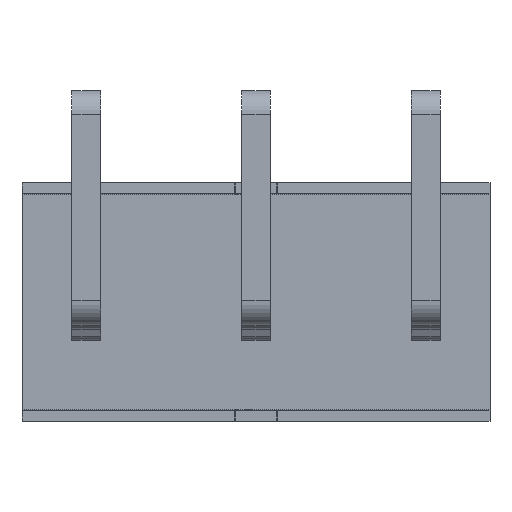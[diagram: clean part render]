
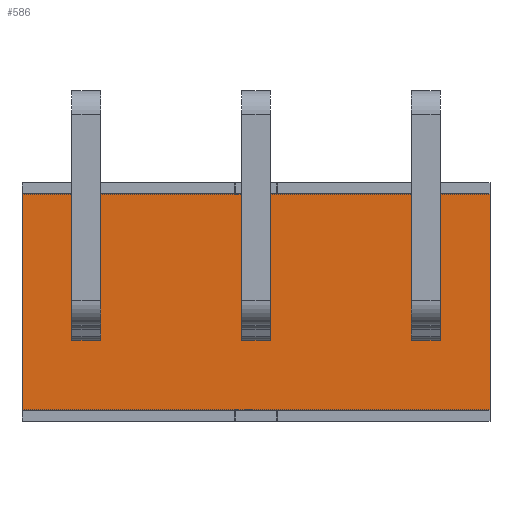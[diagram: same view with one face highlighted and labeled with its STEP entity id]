
A CAD part, front view. The second image highlights one B-rep face of the part: STEP entity #586.
In plain terms, the highlighted planar face has unit normal (0, -1, 0).
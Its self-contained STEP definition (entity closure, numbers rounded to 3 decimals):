
#586=ADVANCED_FACE('',(#1691,#1692,#1693,#1694),#1695,.F.);
#1691=FACE_OUTER_BOUND('',#2905,.T.);
#1692=FACE_BOUND('',#2906,.T.);
#1693=FACE_BOUND('',#2907,.T.);
#1694=FACE_BOUND('',#2908,.T.);
#1695=PLANE('',#2909);
#2905=EDGE_LOOP('',(#7355,#7356,#7357,#7358));
#2906=EDGE_LOOP('',(#7359,#7360,#7361,#7362));
#2907=EDGE_LOOP('',(#7363,#7364,#7365,#7366));
#2908=EDGE_LOOP('',(#7367,#7368,#7369,#7370));
#2909=AXIS2_PLACEMENT_3D('',#7371,#7372,#7373);
#7355=ORIENTED_EDGE('',*,*,#9601,.F.);
#7356=ORIENTED_EDGE('',*,*,#9602,.F.);
#7357=ORIENTED_EDGE('',*,*,#9603,.F.);
#7358=ORIENTED_EDGE('',*,*,#9604,.T.);
#7359=ORIENTED_EDGE('',*,*,#9605,.T.);
#7360=ORIENTED_EDGE('',*,*,#9606,.T.);
#7361=ORIENTED_EDGE('',*,*,#9607,.F.);
#7362=ORIENTED_EDGE('',*,*,#9608,.F.);
#7363=ORIENTED_EDGE('',*,*,#9609,.T.);
#7364=ORIENTED_EDGE('',*,*,#9610,.T.);
#7365=ORIENTED_EDGE('',*,*,#9611,.F.);
#7366=ORIENTED_EDGE('',*,*,#9612,.F.);
#7367=ORIENTED_EDGE('',*,*,#9600,.T.);
#7368=ORIENTED_EDGE('',*,*,#9598,.T.);
#7369=ORIENTED_EDGE('',*,*,#9613,.F.);
#7370=ORIENTED_EDGE('',*,*,#9570,.F.);
#7371=CARTESIAN_POINT('',(0.0,-6.3,0.0));
#7372=DIRECTION('',(0.0,1.0,0.0));
#7373=DIRECTION('',(1.0,0.0,-0.0));
#9570=EDGE_CURVE('',#12143,#12145,#12146,.T.);
#9598=EDGE_CURVE('',#12197,#12195,#12198,.T.);
#9600=EDGE_CURVE('',#12143,#12197,#12200,.T.);
#9601=EDGE_CURVE('',#12201,#12202,#12203,.T.);
#9602=EDGE_CURVE('',#12204,#12201,#12205,.T.);
#9603=EDGE_CURVE('',#12206,#12204,#12207,.T.);
#9604=EDGE_CURVE('',#12206,#12202,#12208,.T.);
#9605=EDGE_CURVE('',#12209,#12210,#12211,.T.);
#9606=EDGE_CURVE('',#12210,#12212,#12213,.T.);
#9607=EDGE_CURVE('',#12214,#12212,#12215,.T.);
#9608=EDGE_CURVE('',#12209,#12214,#12216,.T.);
#9609=EDGE_CURVE('',#12217,#12218,#12219,.T.);
#9610=EDGE_CURVE('',#12218,#12220,#12221,.T.);
#9611=EDGE_CURVE('',#12222,#12220,#12223,.T.);
#9612=EDGE_CURVE('',#12217,#12222,#12224,.T.);
#9613=EDGE_CURVE('',#12145,#12195,#12225,.T.);
#12143=VERTEX_POINT('',#16243);
#12145=VERTEX_POINT('',#16246);
#12146=LINE('',#16247,#16248);
#12195=VERTEX_POINT('',#16311);
#12197=VERTEX_POINT('',#16314);
#12198=LINE('',#16315,#16316);
#12200=LINE('',#16319,#16320);
#12201=VERTEX_POINT('',#16321);
#12202=VERTEX_POINT('',#16322);
#12203=LINE('',#16323,#16324);
#12204=VERTEX_POINT('',#16325);
#12205=LINE('',#16326,#16327);
#12206=VERTEX_POINT('',#16328);
#12207=LINE('',#16329,#16330);
#12208=LINE('',#16331,#16332);
#12209=VERTEX_POINT('',#16333);
#12210=VERTEX_POINT('',#16334);
#12211=LINE('',#16335,#16336);
#12212=VERTEX_POINT('',#16337);
#12213=LINE('',#16338,#16339);
#12214=VERTEX_POINT('',#16340);
#12215=LINE('',#16341,#16342);
#12216=LINE('',#16343,#16344);
#12217=VERTEX_POINT('',#16345);
#12218=VERTEX_POINT('',#16346);
#12219=LINE('',#16347,#16348);
#12220=VERTEX_POINT('',#16349);
#12221=LINE('',#16350,#16351);
#12222=VERTEX_POINT('',#16352);
#12223=LINE('',#16353,#16354);
#12224=LINE('',#16355,#16356);
#12225=LINE('',#16357,#16358);
#16243=CARTESIAN_POINT('',(-5.1,-6.3,1.05));
#16246=CARTESIAN_POINT('',(-5.1,-6.3,-1.05));
#16247=CARTESIAN_POINT('',(-5.1,-6.3,1.05));
#16248=VECTOR('',#18354,2.1);
#16311=CARTESIAN_POINT('',(-4.3,-6.3,-1.05));
#16314=CARTESIAN_POINT('',(-4.3,-6.3,1.05));
#16315=CARTESIAN_POINT('',(-4.3,-6.3,1.05));
#16316=VECTOR('',#18406,2.1);
#16319=CARTESIAN_POINT('',(-5.1,-6.3,1.05));
#16320=VECTOR('',#18408,0.8);
#16321=CARTESIAN_POINT('',(6.475,-6.3,2.98));
#16322=CARTESIAN_POINT('',(6.475,-6.3,-2.98));
#16323=CARTESIAN_POINT('',(6.475,-6.3,2.98));
#16324=VECTOR('',#18409,5.96);
#16325=CARTESIAN_POINT('',(-6.475,-6.3,2.98));
#16326=CARTESIAN_POINT('',(-6.475,-6.3,2.98));
#16327=VECTOR('',#18410,12.95);
#16328=CARTESIAN_POINT('',(-6.475,-6.3,-2.98));
#16329=CARTESIAN_POINT('',(-6.475,-6.3,-2.98));
#16330=VECTOR('',#18411,5.96);
#16331=CARTESIAN_POINT('',(-6.475,-6.3,-2.98));
#16332=VECTOR('',#18412,12.95);
#16333=CARTESIAN_POINT('',(-0.4,-6.3,1.05));
#16334=CARTESIAN_POINT('',(0.4,-6.3,1.05));
#16335=CARTESIAN_POINT('',(-0.4,-6.3,1.05));
#16336=VECTOR('',#18413,0.8);
#16337=CARTESIAN_POINT('',(0.4,-6.3,-1.05));
#16338=CARTESIAN_POINT('',(0.4,-6.3,1.05));
#16339=VECTOR('',#18414,2.1);
#16340=CARTESIAN_POINT('',(-0.4,-6.3,-1.05));
#16341=CARTESIAN_POINT('',(-0.4,-6.3,-1.05));
#16342=VECTOR('',#18415,0.8);
#16343=CARTESIAN_POINT('',(-0.4,-6.3,1.05));
#16344=VECTOR('',#18416,2.1);
#16345=CARTESIAN_POINT('',(4.3,-6.3,1.05));
#16346=CARTESIAN_POINT('',(5.1,-6.3,1.05));
#16347=CARTESIAN_POINT('',(4.3,-6.3,1.05));
#16348=VECTOR('',#18417,0.8);
#16349=CARTESIAN_POINT('',(5.1,-6.3,-1.05));
#16350=CARTESIAN_POINT('',(5.1,-6.3,1.05));
#16351=VECTOR('',#18418,2.1);
#16352=CARTESIAN_POINT('',(4.3,-6.3,-1.05));
#16353=CARTESIAN_POINT('',(4.3,-6.3,-1.05));
#16354=VECTOR('',#18419,0.8);
#16355=CARTESIAN_POINT('',(4.3,-6.3,1.05));
#16356=VECTOR('',#18420,2.1);
#16357=CARTESIAN_POINT('',(-5.1,-6.3,-1.05));
#16358=VECTOR('',#18421,0.8);
#18354=DIRECTION('',(0.0,0.0,-1.0));
#18406=DIRECTION('',(0.0,0.0,-1.0));
#18408=DIRECTION('',(1.0,0.0,0.0));
#18409=DIRECTION('',(0.0,0.0,-1.0));
#18410=DIRECTION('',(1.0,0.0,0.0));
#18411=DIRECTION('',(0.0,0.0,1.0));
#18412=DIRECTION('',(1.0,0.0,0.0));
#18413=DIRECTION('',(1.0,0.0,0.0));
#18414=DIRECTION('',(0.0,0.0,-1.0));
#18415=DIRECTION('',(1.0,0.0,0.0));
#18416=DIRECTION('',(0.0,0.0,-1.0));
#18417=DIRECTION('',(1.0,0.0,0.0));
#18418=DIRECTION('',(0.0,0.0,-1.0));
#18419=DIRECTION('',(1.0,0.0,0.0));
#18420=DIRECTION('',(0.0,0.0,-1.0));
#18421=DIRECTION('',(1.0,0.0,0.0));
